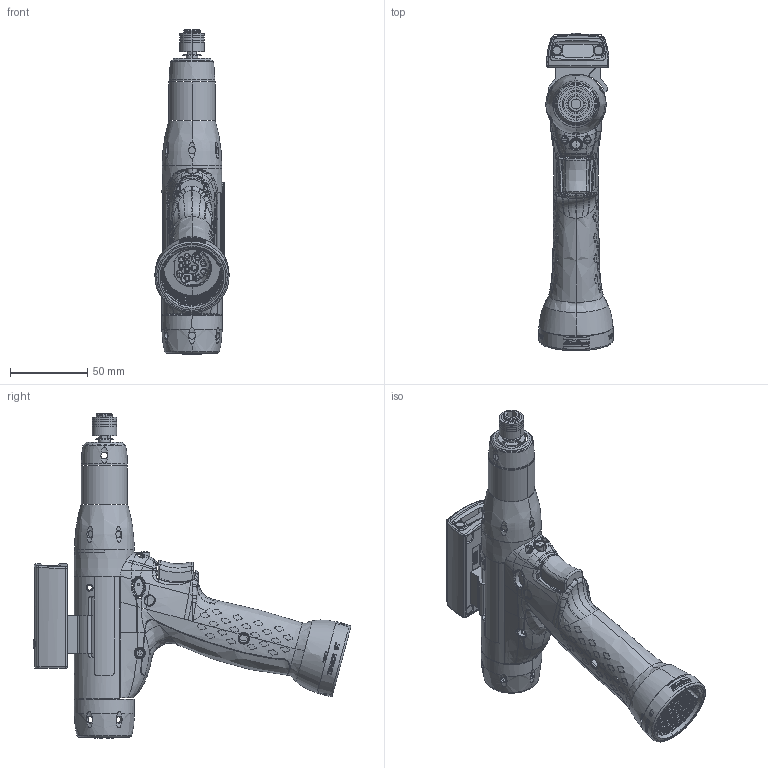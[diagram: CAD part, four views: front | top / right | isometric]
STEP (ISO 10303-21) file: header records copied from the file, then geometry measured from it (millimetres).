
FILE_DESCRIPTION((''),'2;1');
FILE_NAME('8433221473_SW','2008-04-17T',('toocsr'),(''),'PRO/ENGINEER BY PARAMETRIC TECHNOLOGY CORPORATION, 2007370','PRO/ENGINEER BY PARAMETRIC TECHNOLOGY CORPORATION, 2007370','');
FILE_SCHEMA(('CONFIG_CONTROL_DESIGN', 'GEOMETRIC_VALIDATION_PROPERTIES_MIM'));
Length unit declared in the file: millimetre
Products named in the file (1): 8433221473_SW
Bounding box: 48 x 205.74 x 210.2 mm (x, y, z)
Surface area: 64019.1 mm2 (no closed solid volume)
Topology: 0 solids, 268 shells, 1099 faces, 9111 edges, 8188 vertices
Faces by surface type: bspline 572, plane 211, cylinder 210, cone 38, torus 35, sphere 28, revolution 5
Entity records: 154853 total; most frequent: CARTESIAN_POINT 92182, ORIENTED_EDGE 10720, EDGE_CURVE 9086, VERTEX_POINT 8187, DIRECTION 7324, VECTOR 4253, LINE 4253, B_SPLINE_CURVE_WITH_KNOTS 3817
